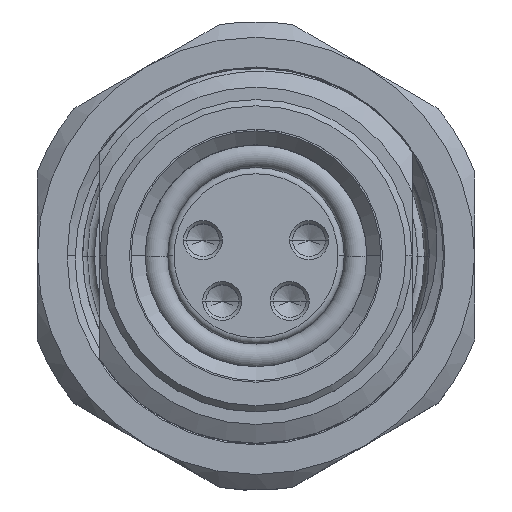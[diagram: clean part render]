
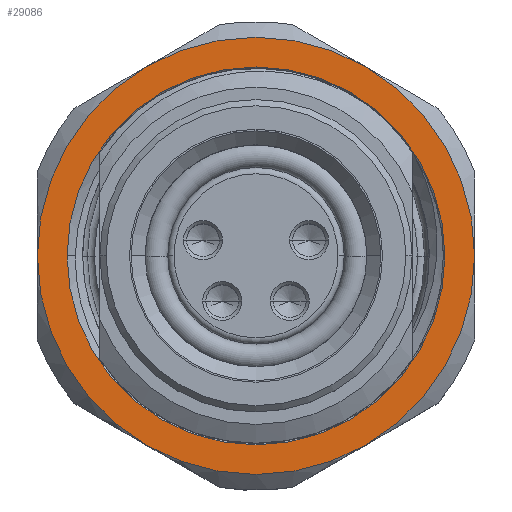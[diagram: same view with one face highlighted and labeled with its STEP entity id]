
A CAD part, top view. The second image highlights one B-rep face of the part: STEP entity #29086.
In plain terms, the highlighted planar face has unit normal (0, 0, 1).
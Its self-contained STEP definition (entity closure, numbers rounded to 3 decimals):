
#27684=CARTESIAN_POINT('',(0.,0.,3.2));
#27685=DIRECTION('',(0.,0.,-1.));
#27686=DIRECTION('',(-1.,0.,0.));
#27687=AXIS2_PLACEMENT_3D('',#27684,#27685,#27686);
#27689=CARTESIAN_POINT('',(0.,0.,3.2));
#27690=DIRECTION('',(0.,0.,-1.));
#27691=DIRECTION('',(1.,0.,0.));
#27692=AXIS2_PLACEMENT_3D('',#27689,#27690,#27691);
#27694=CARTESIAN_POINT('',(0.,0.,3.2));
#27695=DIRECTION('',(0.,0.,-1.));
#27696=DIRECTION('',(-0.5,-0.866,0.));
#27697=AXIS2_PLACEMENT_3D('',#27694,#27695,#27696);
#27699=CARTESIAN_POINT('',(0.,0.,3.2));
#27700=DIRECTION('',(0.,0.,-1.));
#27701=DIRECTION('',(-1.,0.,0.));
#27702=AXIS2_PLACEMENT_3D('',#27699,#27700,#27701);
#27704=CARTESIAN_POINT('',(0.,0.,3.2));
#27705=DIRECTION('',(0.,0.,-1.));
#27706=DIRECTION('',(0.5,0.866,0.));
#27707=AXIS2_PLACEMENT_3D('',#27704,#27705,#27706);
#27709=CARTESIAN_POINT('',(0.,0.,3.2));
#27710=DIRECTION('',(0.,0.,-1.));
#27711=DIRECTION('',(1.,0.,0.));
#27712=AXIS2_PLACEMENT_3D('',#27709,#27710,#27711);
#27719=CARTESIAN_POINT('',(0.,0.,3.2));
#27720=DIRECTION('',(0.,0.,1.));
#27721=DIRECTION('',(-0.5,-0.866,0.));
#27722=AXIS2_PLACEMENT_3D('',#27719,#27720,#27721);
#28011=CARTESIAN_POINT('',(0.,0.,3.2));
#28012=DIRECTION('',(0.,0.,1.));
#28013=DIRECTION('',(0.5,0.866,0.));
#28014=AXIS2_PLACEMENT_3D('',#28011,#28012,#28013);
#28246=CARTESIAN_POINT('',(-6.05,0.,3.2));
#28247=CARTESIAN_POINT('',(6.05,0.,3.2));
#28248=VERTEX_POINT('',#28246);
#28249=VERTEX_POINT('',#28247);
#28299=CARTESIAN_POINT('',(-3.5,-6.062,3.2));
#28300=CARTESIAN_POINT('',(-7.,0.,3.2));
#28301=VERTEX_POINT('',#28299);
#28302=VERTEX_POINT('',#28300);
#28303=CARTESIAN_POINT('',(-3.5,6.062,3.2));
#28304=VERTEX_POINT('',#28303);
#28305=CARTESIAN_POINT('',(3.5,6.062,3.2));
#28306=CARTESIAN_POINT('',(7.,0.,3.2));
#28307=VERTEX_POINT('',#28305);
#28308=VERTEX_POINT('',#28306);
#28309=CARTESIAN_POINT('',(3.5,-6.062,3.2));
#28310=VERTEX_POINT('',#28309);
#29063=CARTESIAN_POINT('',(0.,0.,3.2));
#29064=DIRECTION('',(0.,0.,1.));
#29065=DIRECTION('',(1.,0.,0.));
#29066=AXIS2_PLACEMENT_3D('',#29063,#29064,#29065);
#29067=PLANE('',#29066);
#29069=ORIENTED_EDGE('',*,*,#29068,.F.);
#29071=ORIENTED_EDGE('',*,*,#29070,.T.);
#29073=ORIENTED_EDGE('',*,*,#29072,.T.);
#29075=ORIENTED_EDGE('',*,*,#29074,.F.);
#29077=ORIENTED_EDGE('',*,*,#29076,.T.);
#29079=ORIENTED_EDGE('',*,*,#29078,.T.);
#29080=EDGE_LOOP('',(#29069,#29071,#29073,#29075,#29077,#29079));
#29081=FACE_OUTER_BOUND('',#29080,.F.);
#29082=ORIENTED_EDGE('',*,*,#28736,.F.);
#29083=ORIENTED_EDGE('',*,*,#29056,.F.);
#29084=EDGE_LOOP('',(#29082,#29083));
#29085=FACE_BOUND('',#29084,.F.);
#27688=CIRCLE('',#27687,6.05);
#27693=CIRCLE('',#27692,6.05);
#27698=CIRCLE('',#27697,7.);
#27703=CIRCLE('',#27702,7.);
#27708=CIRCLE('',#27707,7.);
#27713=CIRCLE('',#27712,7.);
#27723=CIRCLE('',#27722,7.);
#28015=CIRCLE('',#28014,7.);
#28736=EDGE_CURVE('',#28248,#28249,#27688,.T.);
#29056=EDGE_CURVE('',#28249,#28248,#27693,.T.);
#29068=EDGE_CURVE('',#28301,#28310,#27723,.T.);
#29070=EDGE_CURVE('',#28301,#28302,#27698,.T.);
#29072=EDGE_CURVE('',#28302,#28304,#27703,.T.);
#29074=EDGE_CURVE('',#28307,#28304,#28015,.T.);
#29076=EDGE_CURVE('',#28307,#28308,#27708,.T.);
#29078=EDGE_CURVE('',#28308,#28310,#27713,.T.);
#29086=ADVANCED_FACE('',(#29081,#29085),#29067,.T.);
